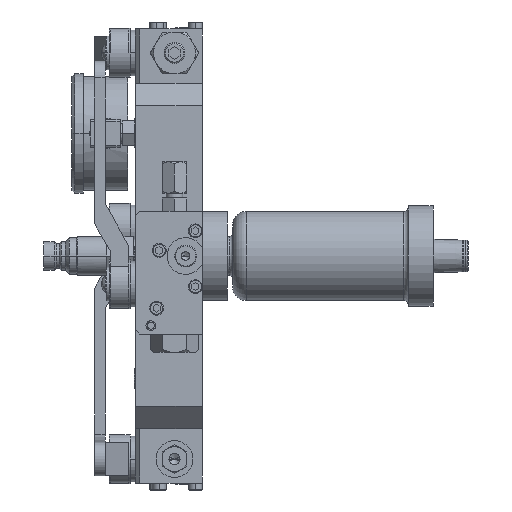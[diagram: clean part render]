
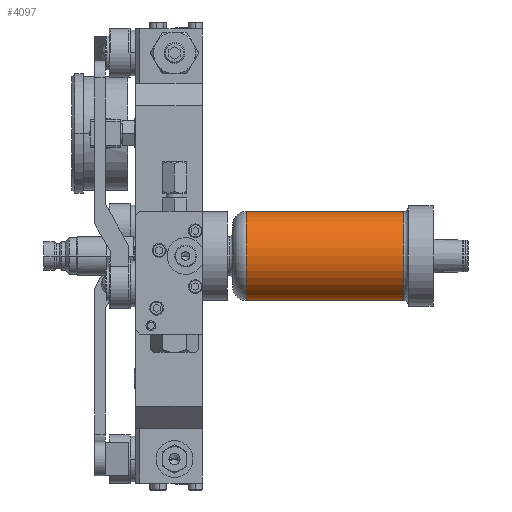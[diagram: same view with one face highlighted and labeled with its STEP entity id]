
A CAD part, left-side view. The second image highlights one B-rep face of the part: STEP entity #4097.
In plain terms, the highlighted cylindrical face has radius 25.4 mm (diameter 50.8 mm), a partial arc.
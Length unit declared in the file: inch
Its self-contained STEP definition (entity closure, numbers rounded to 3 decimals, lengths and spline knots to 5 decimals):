
#159=CARTESIAN_POINT('',(0.,-0.987,0.));
#160=DIRECTION('',(0.,1.,0.));
#161=DIRECTION('',(0.,0.,-1.));
#162=AXIS2_PLACEMENT_3D('',#159,#160,#161);
#164=DIRECTION('',(0.,1.,0.));
#165=VECTOR('',#164,3.536);
#166=CARTESIAN_POINT('',(0.,-4.523,-1.));
#167=LINE('',#166,#165);
#168=DIRECTION('',(0.,1.,0.));
#169=VECTOR('',#168,3.536);
#170=CARTESIAN_POINT('',(0.,-4.523,1.));
#171=LINE('',#170,#169);
#172=CARTESIAN_POINT('',(0.,-4.523,0.));
#173=DIRECTION('',(0.,1.,0.));
#174=DIRECTION('',(0.,0.,-1.));
#175=AXIS2_PLACEMENT_3D('',#172,#173,#174);
#3526=CARTESIAN_POINT('',(0.,-4.523,-1.));
#3527=CARTESIAN_POINT('',(0.,-0.987,-1.));
#3528=VERTEX_POINT('',#3526);
#3529=VERTEX_POINT('',#3527);
#3544=CARTESIAN_POINT('',(0.,-4.523,1.));
#3545=CARTESIAN_POINT('',(0.,-0.987,1.));
#3546=VERTEX_POINT('',#3544);
#3547=VERTEX_POINT('',#3545);
#4083=CARTESIAN_POINT('',(0.,-0.32075,0.));
#4084=DIRECTION('',(0.,-1.,0.));
#4085=DIRECTION('',(0.,0.,1.));
#4086=AXIS2_PLACEMENT_3D('',#4083,#4084,#4085);
#4087=CYLINDRICAL_SURFACE('',#4086,1.);
#4089=ORIENTED_EDGE('',*,*,#4088,.T.);
#4090=ORIENTED_EDGE('',*,*,#4071,.T.);
#4092=ORIENTED_EDGE('',*,*,#4091,.F.);
#4094=ORIENTED_EDGE('',*,*,#4093,.F.);
#4095=EDGE_LOOP('',(#4089,#4090,#4092,#4094));
#4096=FACE_OUTER_BOUND('',#4095,.F.);
#4097=ADVANCED_FACE('',(#4096),#4087,.T.);
#163=CIRCLE('',#162,1.);
#176=CIRCLE('',#175,1.);
#4071=EDGE_CURVE('',#3529,#3547,#163,.T.);
#4088=EDGE_CURVE('',#3528,#3529,#167,.T.);
#4091=EDGE_CURVE('',#3546,#3547,#171,.T.);
#4093=EDGE_CURVE('',#3528,#3546,#176,.T.);
